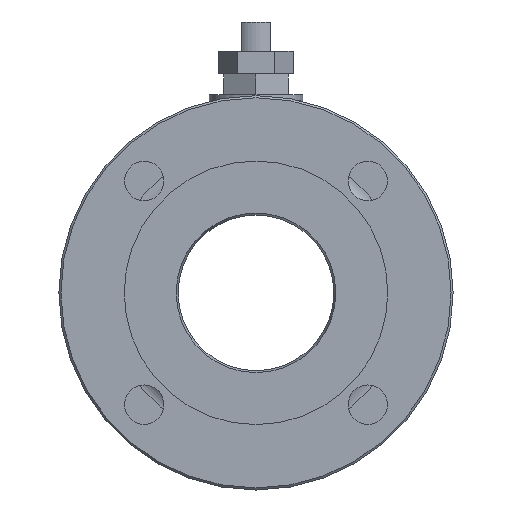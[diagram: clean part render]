
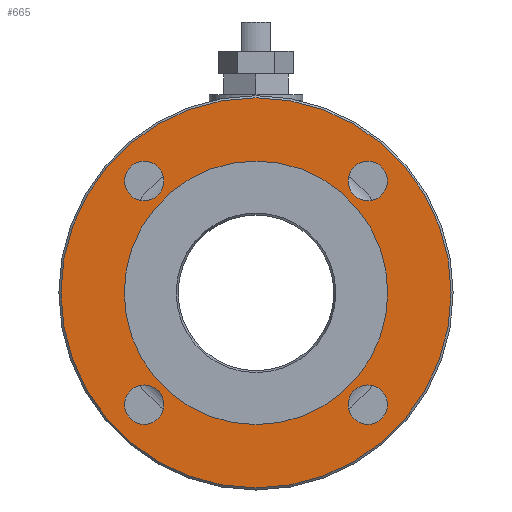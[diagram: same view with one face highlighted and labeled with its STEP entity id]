
A CAD part, left-side view. The second image highlights one B-rep face of the part: STEP entity #665.
In plain terms, the highlighted planar face has unit normal (-1, 0, 0).
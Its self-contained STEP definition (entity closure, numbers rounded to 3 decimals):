
#665 = ADVANCED_FACE( '', ( #1556, #1557, #1558, #1559, #1560, #1561 ), #1562, .F. );
#1556 = FACE_OUTER_BOUND( '', #2664, .T. );
#1557 = FACE_BOUND( '', #2665, .T. );
#1558 = FACE_BOUND( '', #2666, .T. );
#1559 = FACE_BOUND( '', #2667, .T. );
#1560 = FACE_BOUND( '', #2668, .T. );
#1561 = FACE_BOUND( '', #2669, .T. );
#1562 = PLANE( '', #2670 );
#2664 = EDGE_LOOP( '', ( #4350 ) );
#2665 = EDGE_LOOP( '', ( #4351 ) );
#2666 = EDGE_LOOP( '', ( #4352 ) );
#2667 = EDGE_LOOP( '', ( #4353 ) );
#2668 = EDGE_LOOP( '', ( #4354 ) );
#2669 = EDGE_LOOP( '', ( #4355 ) );
#2670 = AXIS2_PLACEMENT_3D( '', #4356, #4357, #4358 );
#4350 = ORIENTED_EDGE( '', *, *, #5567, .T. );
#4351 = ORIENTED_EDGE( '', *, *, #5375, .F. );
#4352 = ORIENTED_EDGE( '', *, *, #5355, .F. );
#4353 = ORIENTED_EDGE( '', *, *, #5547, .F. );
#4354 = ORIENTED_EDGE( '', *, *, #5195, .F. );
#4355 = ORIENTED_EDGE( '', *, *, #5676, .T. );
#4356 = CARTESIAN_POINT( '', ( 3., 0., -66.5 ) );
#4357 = DIRECTION( '', ( 1., 0., 0. ) );
#4358 = DIRECTION( '', ( 0., 1., 0. ) );
#5195 = EDGE_CURVE( '', #5973, #5973, #5974, .T. );
#5355 = EDGE_CURVE( '', #6232, #6232, #6233, .T. );
#5375 = EDGE_CURVE( '', #6264, #6264, #6265, .T. );
#5547 = EDGE_CURVE( '', #6518, #6518, #6519, .T. );
#5567 = EDGE_CURVE( '', #6546, #6546, #6547, .T. );
#5676 = EDGE_CURVE( '', #6705, #6705, #6706, .T. );
#5973 = VERTEX_POINT( '', #7125 );
#5974 = CIRCLE( '', #7126, 9.5 );
#6232 = VERTEX_POINT( '', #7578 );
#6233 = CIRCLE( '', #7579, 9.5 );
#6264 = VERTEX_POINT( '', #7630 );
#6265 = CIRCLE( '', #7631, 9.5 );
#6518 = VERTEX_POINT( '', #8110 );
#6519 = CIRCLE( '', #8111, 9.5 );
#6546 = VERTEX_POINT( '', #8152 );
#6547 = CIRCLE( '', #8153, 94. );
#6705 = VERTEX_POINT( '', #8366 );
#6706 = CIRCLE( '', #8367, 63.5 );
#7125 = CARTESIAN_POINT( '', ( 3., -63.382, 53.882 ) );
#7126 = AXIS2_PLACEMENT_3D( '', #8744, #8745, #8746 );
#7578 = CARTESIAN_POINT( '', ( 3., 44.382, -53.882 ) );
#7579 = AXIS2_PLACEMENT_3D( '', #8941, #8942, #8943 );
#7630 = CARTESIAN_POINT( '', ( 3., -63.382, -53.882 ) );
#7631 = AXIS2_PLACEMENT_3D( '', #8958, #8959, #8960 );
#8110 = CARTESIAN_POINT( '', ( 3., 44.382, 53.882 ) );
#8111 = AXIS2_PLACEMENT_3D( '', #9180, #9181, #9182 );
#8152 = CARTESIAN_POINT( '', ( 3., 0., -94. ) );
#8153 = AXIS2_PLACEMENT_3D( '', #9201, #9202, #9203 );
#8366 = CARTESIAN_POINT( '', ( 3., 0., -63.5 ) );
#8367 = AXIS2_PLACEMENT_3D( '', #9343, #9344, #9345 );
#8744 = CARTESIAN_POINT( '', ( 3., -53.882, 53.882 ) );
#8745 = DIRECTION( '', ( -1., 0., 0. ) );
#8746 = DIRECTION( '', ( 0., -1., 0. ) );
#8941 = CARTESIAN_POINT( '', ( 3., 53.882, -53.882 ) );
#8942 = DIRECTION( '', ( -1., 0., 0. ) );
#8943 = DIRECTION( '', ( 0., -1., 0. ) );
#8958 = CARTESIAN_POINT( '', ( 3., -53.882, -53.882 ) );
#8959 = DIRECTION( '', ( -1., 0., 0. ) );
#8960 = DIRECTION( '', ( 0., -1., 0. ) );
#9180 = CARTESIAN_POINT( '', ( 3., 53.882, 53.882 ) );
#9181 = DIRECTION( '', ( -1., 0., 0. ) );
#9182 = DIRECTION( '', ( 0., -1., 0. ) );
#9201 = CARTESIAN_POINT( '', ( 3., 0., 0. ) );
#9202 = DIRECTION( '', ( -1., 0., 0. ) );
#9203 = DIRECTION( '', ( 0., 0., -1. ) );
#9343 = CARTESIAN_POINT( '', ( 3., 0., 0. ) );
#9344 = DIRECTION( '', ( 1., 0., 0. ) );
#9345 = DIRECTION( '', ( 0., 0., -1. ) );
